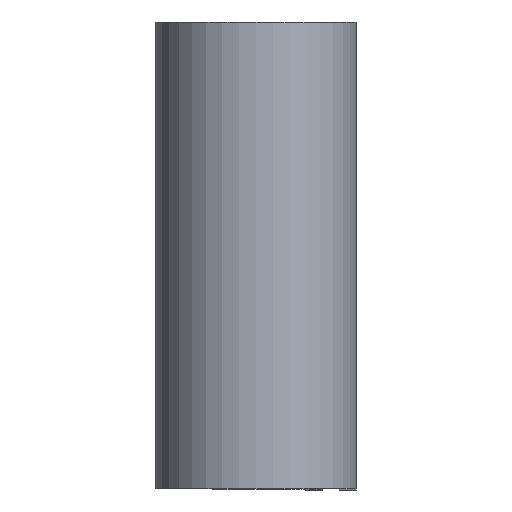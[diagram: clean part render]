
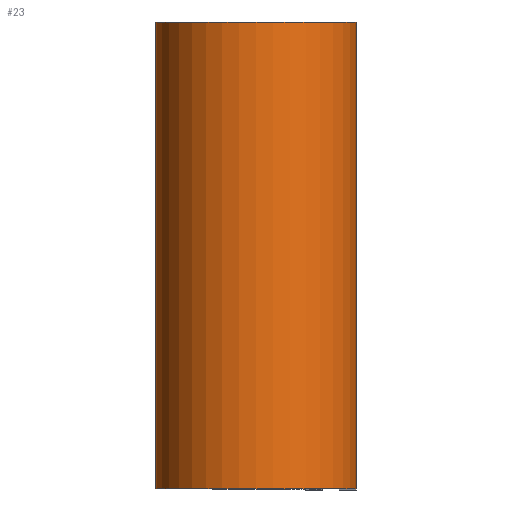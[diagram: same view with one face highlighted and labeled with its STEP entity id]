
A CAD part, top view. The second image highlights one B-rep face of the part: STEP entity #23.
In plain terms, the highlighted cylindrical face has radius 4.775 mm (diameter 9.55 mm), a partial arc.
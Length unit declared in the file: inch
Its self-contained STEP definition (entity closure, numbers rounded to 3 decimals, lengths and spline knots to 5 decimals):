
#23 = ADVANCED_FACE ( 'NONE', ( #417 ), #692, .T. ) ;
#51 = AXIS2_PLACEMENT_3D ( 'NONE', #607, #99, #95 ) ;
#72 = CIRCLE ( 'NONE', #51, 0.188 ) ;
#90 = LINE ( 'NONE', #338, #308 ) ;
#95 = DIRECTION ( 'NONE',  ( 1., 0., 0. ) ) ;
#99 = DIRECTION ( 'NONE',  ( 0., 1., 0. ) ) ;
#126 = CARTESIAN_POINT ( 'NONE',  ( 0., -0.4375, -0.188 ) ) ;
#160 = AXIS2_PLACEMENT_3D ( 'NONE', #251, #220, #223 ) ;
#187 = CARTESIAN_POINT ( 'NONE',  ( 0., 0.4375, -0.188 ) ) ;
#194 = AXIS2_PLACEMENT_3D ( 'NONE', #542, #475, #730 ) ;
#201 = EDGE_CURVE ( 'NONE', #596, #516, #711, .T. ) ;
#218 = EDGE_CURVE ( 'NONE', #638, #516, #700, .T. ) ;
#220 = DIRECTION ( 'NONE',  ( 0., 1., 0. ) ) ;
#223 = DIRECTION ( 'NONE',  ( 1., 0., 0. ) ) ;
#227 = ORIENTED_EDGE ( 'NONE', *, *, #356, .F. ) ;
#251 = CARTESIAN_POINT ( 'NONE',  ( 0., -0.4375, 0. ) ) ;
#302 = CARTESIAN_POINT ( 'NONE',  ( 0.188, 0.4375, 0. ) ) ;
#305 = DIRECTION ( 'NONE',  ( 0., -1., 0. ) ) ;
#308 = VECTOR ( 'NONE', #441, 39.37008 ) ;
#338 = CARTESIAN_POINT ( 'NONE',  ( 0., 0.4375, -0.188 ) ) ;
#356 = EDGE_CURVE ( 'NONE', #640, #596, #72, .T. ) ;
#382 = EDGE_CURVE ( 'NONE', #640, #638, #90, .T. ) ;
#417 = FACE_OUTER_BOUND ( 'NONE', #682, .T. ) ;
#441 = DIRECTION ( 'NONE',  ( 0., -1., 0. ) ) ;
#475 = DIRECTION ( 'NONE',  ( 0., -1., 0. ) ) ;
#493 = ORIENTED_EDGE ( 'NONE', *, *, #382, .T. ) ;
#516 = VERTEX_POINT ( 'NONE', #579 ) ;
#517 = ORIENTED_EDGE ( 'NONE', *, *, #218, .T. ) ;
#542 = CARTESIAN_POINT ( 'NONE',  ( 0., 0.4375, 0. ) ) ;
#579 = CARTESIAN_POINT ( 'NONE',  ( 0.188, -0.4375, 0. ) ) ;
#596 = VERTEX_POINT ( 'NONE', #679 ) ;
#607 = CARTESIAN_POINT ( 'NONE',  ( 0., 0.4375, 0. ) ) ;
#630 = ORIENTED_EDGE ( 'NONE', *, *, #201, .F. ) ;
#638 = VERTEX_POINT ( 'NONE', #126 ) ;
#640 = VERTEX_POINT ( 'NONE', #187 ) ;
#679 = CARTESIAN_POINT ( 'NONE',  ( 0.188, 0.4375, 0. ) ) ;
#682 = EDGE_LOOP ( 'NONE', ( #517, #630, #227, #493 ) ) ;
#692 = CYLINDRICAL_SURFACE ( 'NONE', #194, 0.188 ) ;
#700 = CIRCLE ( 'NONE', #160, 0.188 ) ;
#709 = VECTOR ( 'NONE', #305, 39.37008 ) ;
#711 = LINE ( 'NONE', #302, #709 ) ;
#730 = DIRECTION ( 'NONE',  ( 0., 0., -1. ) ) ;
